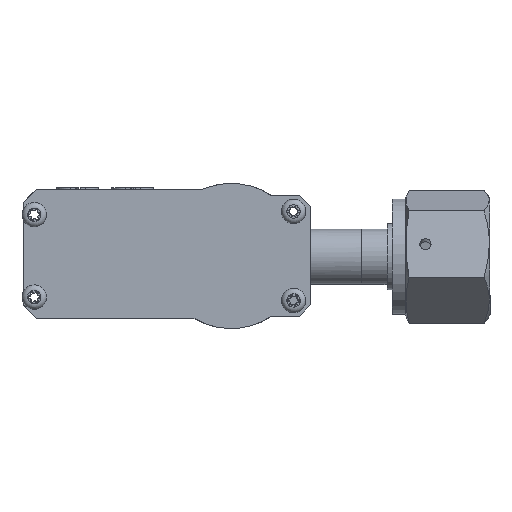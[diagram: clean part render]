
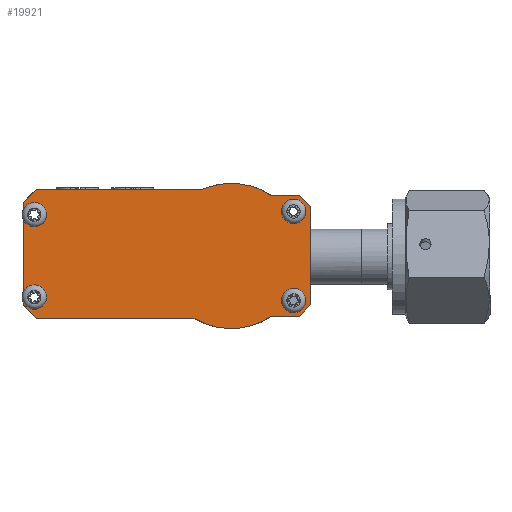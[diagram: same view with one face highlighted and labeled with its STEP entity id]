
A CAD part, left-side view. The second image highlights one B-rep face of the part: STEP entity #19921.
In plain terms, the highlighted planar face has unit normal (-1, 0, 0).
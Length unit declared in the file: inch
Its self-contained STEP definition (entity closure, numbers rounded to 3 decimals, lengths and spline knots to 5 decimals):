
#338 = FACE_BOUND ( 'NONE', #20870, .T. ) ;
#733 = EDGE_CURVE ( 'NONE', #2361, #26838, #3063, .T. ) ;
#737 = ORIENTED_EDGE ( 'NONE', *, *, #28290, .T. ) ;
#838 = LINE ( 'NONE', #5949, #6042 ) ;
#856 = VECTOR ( 'NONE', #23971, 39.37008 ) ;
#1006 = VERTEX_POINT ( 'NONE', #24861 ) ;
#1048 = FACE_OUTER_BOUND ( 'NONE', #18823, .T. ) ;
#1168 = CARTESIAN_POINT ( 'NONE',  ( -2.06, 0.002, 0. ) ) ;
#1542 = LINE ( 'NONE', #6227, #856 ) ;
#1647 = ORIENTED_EDGE ( 'NONE', *, *, #14150, .T. ) ;
#2339 = CARTESIAN_POINT ( 'NONE',  ( -2.06, 0.002, 0. ) ) ;
#2344 = VECTOR ( 'NONE', #26119, 39.37008 ) ;
#2361 = VERTEX_POINT ( 'NONE', #2803 ) ;
#2547 = CARTESIAN_POINT ( 'NONE',  ( -2.06, -0.708, 0.44 ) ) ;
#2599 = VERTEX_POINT ( 'NONE', #13899 ) ;
#2609 = AXIS2_PLACEMENT_3D ( 'NONE', #20544, #7311, #22808 ) ;
#2803 = CARTESIAN_POINT ( 'NONE',  ( -2.06, -0.708, -0.44 ) ) ;
#3063 = LINE ( 'NONE', #19596, #2344 ) ;
#3427 = DIRECTION ( 'NONE',  ( 0., 0., -1. ) ) ;
#3825 = AXIS2_PLACEMENT_3D ( 'NONE', #19412, #6149, #21649 ) ;
#4149 = CARTESIAN_POINT ( 'NONE',  ( -2.06, 1.752, -0.56 ) ) ;
#4458 = EDGE_CURVE ( 'NONE', #10143, #1006, #838, .T. ) ;
#4550 = VECTOR ( 'NONE', #16604, 39.37008 ) ;
#4567 = DIRECTION ( 'NONE',  ( 0., 0., 1. ) ) ;
#4579 = AXIS2_PLACEMENT_3D ( 'NONE', #1168, #16694, #3427 ) ;
#4926 = CARTESIAN_POINT ( 'NONE',  ( -2.06, -0.36427, -0.54 ) ) ;
#5086 = CARTESIAN_POINT ( 'NONE',  ( -2.06, -0.558, 0.4 ) ) ;
#5278 = DIRECTION ( 'NONE',  ( -1., 0., 0. ) ) ;
#5760 = ORIENTED_EDGE ( 'NONE', *, *, #11903, .T. ) ;
#5927 = LINE ( 'NONE', #13254, #22946 ) ;
#5949 = CARTESIAN_POINT ( 'NONE',  ( -2.06, 0.3369, -0.56 ) ) ;
#6042 = VECTOR ( 'NONE', #10408, 39.37008 ) ;
#6149 = DIRECTION ( 'NONE',  ( -1., 0., 0. ) ) ;
#6227 = CARTESIAN_POINT ( 'NONE',  ( -2.06, 1.752, -0.56 ) ) ;
#6275 = CIRCLE ( 'NONE', #2609, 0.06 ) ;
#6760 = ORIENTED_EDGE ( 'NONE', *, *, #4458, .T. ) ;
#6800 = CARTESIAN_POINT ( 'NONE',  ( -2.06, -0.558, 0.46 ) ) ;
#7125 = VERTEX_POINT ( 'NONE', #9512 ) ;
#7311 = DIRECTION ( 'NONE',  ( -1., 0., 0. ) ) ;
#7341 = DIRECTION ( 'NONE',  ( 0., 0., 1. ) ) ;
#7708 = CARTESIAN_POINT ( 'NONE',  ( -2.06, 1.872, -0.44 ) ) ;
#7831 = LINE ( 'NONE', #27610, #18873 ) ;
#8295 = CARTESIAN_POINT ( 'NONE',  ( -2.06, -0.708, 0.44 ) ) ;
#8750 = ORIENTED_EDGE ( 'NONE', *, *, #17361, .T. ) ;
#8896 = DIRECTION ( 'NONE',  ( 0., 0., -1. ) ) ;
#8909 = ORIENTED_EDGE ( 'NONE', *, *, #25406, .T. ) ;
#9377 = VERTEX_POINT ( 'NONE', #19012 ) ;
#9410 = CIRCLE ( 'NONE', #24189, 0.06 ) ;
#9512 = CARTESIAN_POINT ( 'NONE',  ( -2.06, 1.772, 0.43 ) ) ;
#9554 = CIRCLE ( 'NONE', #3825, 0.6525 ) ;
#9796 = ORIENTED_EDGE ( 'NONE', *, *, #20674, .T. ) ;
#9995 = CARTESIAN_POINT ( 'NONE',  ( -2.06, -0.608, 0.54 ) ) ;
#10143 = VERTEX_POINT ( 'NONE', #4149 ) ;
#10339 = VECTOR ( 'NONE', #26255, 39.37008 ) ;
#10408 = DIRECTION ( 'NONE',  ( 0., -1., 0. ) ) ;
#10446 = LINE ( 'NONE', #14392, #4550 ) ;
#10590 = EDGE_CURVE ( 'NONE', #26838, #25401, #26547, .T. ) ;
#10592 = EDGE_CURVE ( 'NONE', #12990, #16527, #9554, .T. ) ;
#10721 = DIRECTION ( 'NONE',  ( 0., 0.707, -0.707 ) ) ;
#10746 = CARTESIAN_POINT ( 'NONE',  ( -2.06, -0.43639, 0.54 ) ) ;
#11354 = VERTEX_POINT ( 'NONE', #4926 ) ;
#11778 = ORIENTED_EDGE ( 'NONE', *, *, #18245, .F. ) ;
#11903 = EDGE_CURVE ( 'NONE', #12138, #13081, #5927, .T. ) ;
#12138 = VERTEX_POINT ( 'NONE', #15108 ) ;
#12146 = DIRECTION ( 'NONE',  ( -1., 0., 0. ) ) ;
#12288 = EDGE_LOOP ( 'NONE', ( #18858 ) ) ;
#12304 = ORIENTED_EDGE ( 'NONE', *, *, #10590, .T. ) ;
#12582 = ORIENTED_EDGE ( 'NONE', *, *, #14149, .F. ) ;
#12990 = VERTEX_POINT ( 'NONE', #16016 ) ;
#13081 = VERTEX_POINT ( 'NONE', #7708 ) ;
#13254 = CARTESIAN_POINT ( 'NONE',  ( -2.06, 1.872, 0. ) ) ;
#13899 = CARTESIAN_POINT ( 'NONE',  ( -2.06, -0.558, -0.46 ) ) ;
#14149 = EDGE_CURVE ( 'NONE', #27940, #27940, #27308, .T. ) ;
#14150 = EDGE_CURVE ( 'NONE', #9377, #2361, #22098, .T. ) ;
#14392 = CARTESIAN_POINT ( 'NONE',  ( -2.06, 0.25843, 0.6 ) ) ;
#15091 = CARTESIAN_POINT ( 'NONE',  ( -2.06, 1.752, 0.6 ) ) ;
#15108 = CARTESIAN_POINT ( 'NONE',  ( -2.06, 1.872, 0.48 ) ) ;
#15159 = CIRCLE ( 'NONE', #4579, 0.6525 ) ;
#15230 = ORIENTED_EDGE ( 'NONE', *, *, #23964, .T. ) ;
#16016 = CARTESIAN_POINT ( 'NONE',  ( -2.06, -0.36427, 0.54 ) ) ;
#16240 = EDGE_CURVE ( 'NONE', #16527, #22964, #10446, .T. ) ;
#16527 = VERTEX_POINT ( 'NONE', #19567 ) ;
#16604 = DIRECTION ( 'NONE',  ( 0., 1., 0. ) ) ;
#16694 = DIRECTION ( 'NONE',  ( -1., 0., 0. ) ) ;
#17361 = EDGE_CURVE ( 'NONE', #11354, #9377, #7831, .T. ) ;
#17369 = FACE_BOUND ( 'NONE', #25719, .T. ) ;
#17524 = CARTESIAN_POINT ( 'NONE',  ( -2.06, 1.752, 0.6 ) ) ;
#17765 = PLANE ( 'NONE',  #21241 ) ;
#17858 = DIRECTION ( 'NONE',  ( -1., 0., 0. ) ) ;
#17948 = VECTOR ( 'NONE', #10721, 39.37008 ) ;
#18057 = FACE_BOUND ( 'NONE', #12288, .T. ) ;
#18245 = EDGE_CURVE ( 'NONE', #24483, #24483, #6275, .T. ) ;
#18553 = CARTESIAN_POINT ( 'NONE',  ( -2.06, -0.558, -0.4 ) ) ;
#18685 = AXIS2_PLACEMENT_3D ( 'NONE', #18553, #5278, #20773 ) ;
#18823 = EDGE_LOOP ( 'NONE', ( #12304, #9796, #19512, #18990, #737, #5760, #15230, #6760, #8909, #8750, #1647, #19894 ) ) ;
#18858 = ORIENTED_EDGE ( 'NONE', *, *, #24737, .F. ) ;
#18873 = VECTOR ( 'NONE', #23341, 39.37008 ) ;
#18990 = ORIENTED_EDGE ( 'NONE', *, *, #16240, .T. ) ;
#19012 = CARTESIAN_POINT ( 'NONE',  ( -2.06, -0.608, -0.54 ) ) ;
#19412 = CARTESIAN_POINT ( 'NONE',  ( -2.06, 0.002, 0. ) ) ;
#19512 = ORIENTED_EDGE ( 'NONE', *, *, #10592, .T. ) ;
#19567 = CARTESIAN_POINT ( 'NONE',  ( -2.06, 0.25843, 0.6 ) ) ;
#19596 = CARTESIAN_POINT ( 'NONE',  ( -2.06, -0.708, -0.44 ) ) ;
#19894 = ORIENTED_EDGE ( 'NONE', *, *, #733, .T. ) ;
#19921 = ADVANCED_FACE ( 'NONE', ( #18057, #338, #1048, #23267, #17369 ), #17765, .T. ) ;
#20248 = CARTESIAN_POINT ( 'NONE',  ( -2.06, 1.772, -0.43 ) ) ;
#20544 = CARTESIAN_POINT ( 'NONE',  ( -2.06, 1.772, -0.37 ) ) ;
#20574 = DIRECTION ( 'NONE',  ( -1., 0., 0. ) ) ;
#20613 = VECTOR ( 'NONE', #28248, 39.37008 ) ;
#20674 = EDGE_CURVE ( 'NONE', #25401, #12990, #22156, .T. ) ;
#20773 = DIRECTION ( 'NONE',  ( 0., 0., -1. ) ) ;
#20870 = EDGE_LOOP ( 'NONE', ( #23781 ) ) ;
#21241 = AXIS2_PLACEMENT_3D ( 'NONE', #2339, #17858, #4567 ) ;
#21384 = VECTOR ( 'NONE', #22842, 39.37008 ) ;
#21649 = DIRECTION ( 'NONE',  ( 0., 0., 1. ) ) ;
#22098 = LINE ( 'NONE', #24989, #21384 ) ;
#22156 = LINE ( 'NONE', #10746, #10339 ) ;
#22808 = DIRECTION ( 'NONE',  ( 0., 0., -1. ) ) ;
#22842 = DIRECTION ( 'NONE',  ( 0., -0.707, 0.707 ) ) ;
#22946 = VECTOR ( 'NONE', #8896, 39.37008 ) ;
#22964 = VERTEX_POINT ( 'NONE', #17524 ) ;
#23102 = AXIS2_PLACEMENT_3D ( 'NONE', #5086, #20574, #7341 ) ;
#23267 = FACE_BOUND ( 'NONE', #26073, .T. ) ;
#23341 = DIRECTION ( 'NONE',  ( 0., -1., 0. ) ) ;
#23781 = ORIENTED_EDGE ( 'NONE', *, *, #26950, .F. ) ;
#23842 = LINE ( 'NONE', #15091, #17948 ) ;
#23964 = EDGE_CURVE ( 'NONE', #13081, #10143, #1542, .T. ) ;
#23971 = DIRECTION ( 'NONE',  ( 0., -0.707, -0.707 ) ) ;
#24189 = AXIS2_PLACEMENT_3D ( 'NONE', #25428, #12146, #27659 ) ;
#24483 = VERTEX_POINT ( 'NONE', #20248 ) ;
#24737 = EDGE_CURVE ( 'NONE', #2599, #2599, #28183, .T. ) ;
#24861 = CARTESIAN_POINT ( 'NONE',  ( -2.06, 0.3369, -0.56 ) ) ;
#24989 = CARTESIAN_POINT ( 'NONE',  ( -2.06, -0.708, -0.44 ) ) ;
#25401 = VERTEX_POINT ( 'NONE', #9995 ) ;
#25406 = EDGE_CURVE ( 'NONE', #1006, #11354, #15159, .T. ) ;
#25428 = CARTESIAN_POINT ( 'NONE',  ( -2.06, 1.772, 0.37 ) ) ;
#25719 = EDGE_LOOP ( 'NONE', ( #11778 ) ) ;
#26073 = EDGE_LOOP ( 'NONE', ( #12582 ) ) ;
#26119 = DIRECTION ( 'NONE',  ( 0., 0., 1. ) ) ;
#26255 = DIRECTION ( 'NONE',  ( 0., 1., 0. ) ) ;
#26547 = LINE ( 'NONE', #8295, #20613 ) ;
#26838 = VERTEX_POINT ( 'NONE', #2547 ) ;
#26950 = EDGE_CURVE ( 'NONE', #7125, #7125, #9410, .T. ) ;
#27308 = CIRCLE ( 'NONE', #23102, 0.06 ) ;
#27610 = CARTESIAN_POINT ( 'NONE',  ( -2.06, -0.36427, -0.54 ) ) ;
#27659 = DIRECTION ( 'NONE',  ( 0., 0., 1. ) ) ;
#27940 = VERTEX_POINT ( 'NONE', #6800 ) ;
#28183 = CIRCLE ( 'NONE', #18685, 0.06 ) ;
#28248 = DIRECTION ( 'NONE',  ( 0., 0.707, 0.707 ) ) ;
#28290 = EDGE_CURVE ( 'NONE', #22964, #12138, #23842, .T. ) ;
